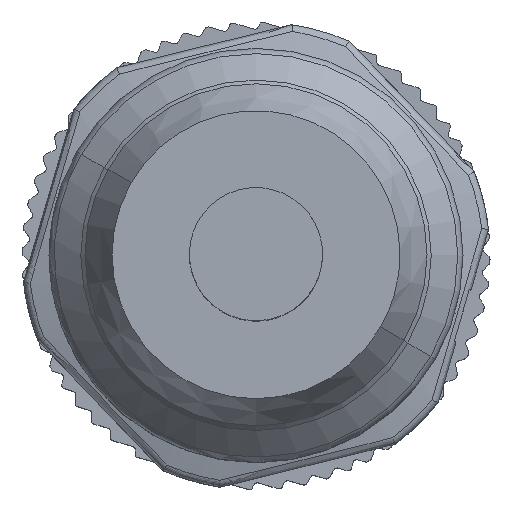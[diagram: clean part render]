
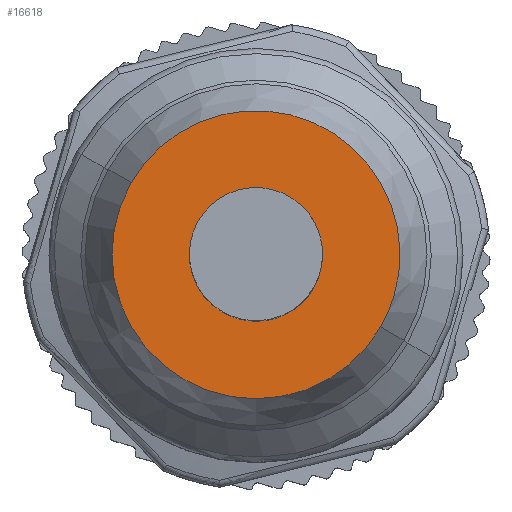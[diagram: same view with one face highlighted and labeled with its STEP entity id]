
A CAD part, top view. The second image highlights one B-rep face of the part: STEP entity #16618.
In plain terms, the highlighted planar face has unit normal (0, 0, 1).
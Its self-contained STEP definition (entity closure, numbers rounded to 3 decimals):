
#16506=AXIS2_PLACEMENT_3D('Circle Axis2P3D',#16504,#16505,$) ;
#16552=AXIS2_PLACEMENT_3D('Plane Axis2P3D',#16549,#16550,#16551) ;
#16501=CARTESIAN_POINT('Vertex',(19.925,8.992,53.3)) ;
#16504=CARTESIAN_POINT('Axis2P3D Location',(12.999,12.996,53.3)) ;
#16508=CARTESIAN_POINT('Vertex',(6.073,17.,53.3)) ;
#16525=CARTESIAN_POINT('Control Point',(6.073,17.,53.3)) ;
#16526=CARTESIAN_POINT('Control Point',(6.702,18.088,53.3)) ;
#16527=CARTESIAN_POINT('Control Point',(7.545,19.052,53.3)) ;
#16528=CARTESIAN_POINT('Control Point',(8.569,19.837,53.3)) ;
#16529=CARTESIAN_POINT('Control Point',(10.869,20.963,53.3)) ;
#16530=CARTESIAN_POINT('Control Point',(13.425,21.135,53.3)) ;
#16531=CARTESIAN_POINT('Control Point',(14.704,20.966,53.3)) ;
#16532=CARTESIAN_POINT('Control Point',(17.127,20.135,53.3)) ;
#16533=CARTESIAN_POINT('Control Point',(19.055,18.45,53.3)) ;
#16534=CARTESIAN_POINT('Control Point',(19.84,17.426,53.3)) ;
#16535=CARTESIAN_POINT('Control Point',(20.966,15.126,53.3)) ;
#16536=CARTESIAN_POINT('Control Point',(21.138,12.57,53.3)) ;
#16537=CARTESIAN_POINT('Control Point',(20.969,11.291,53.3)) ;
#16538=CARTESIAN_POINT('Control Point',(20.554,10.08,53.3)) ;
#16539=CARTESIAN_POINT('Control Point',(19.925,8.992,53.3)) ;
#16549=CARTESIAN_POINT('Axis2P3D Location',(12.999,12.996,53.3)) ;
#16559=CARTESIAN_POINT('Control Point',(9.796,14.848,53.3)) ;
#16560=CARTESIAN_POINT('Control Point',(9.984,15.174,53.3)) ;
#16561=CARTESIAN_POINT('Control Point',(10.215,15.477,53.3)) ;
#16562=CARTESIAN_POINT('Control Point',(10.482,15.748,53.3)) ;
#16563=CARTESIAN_POINT('Control Point',(11.081,16.216,53.3)) ;
#16564=CARTESIAN_POINT('Control Point',(11.778,16.519,53.3)) ;
#16565=CARTESIAN_POINT('Control Point',(12.144,16.626,53.3)) ;
#16566=CARTESIAN_POINT('Control Point',(12.895,16.743,53.3)) ;
#16567=CARTESIAN_POINT('Control Point',(13.651,16.668,53.3)) ;
#16568=CARTESIAN_POINT('Control Point',(14.022,16.582,53.3)) ;
#16569=CARTESIAN_POINT('Control Point',(14.735,16.318,53.3)) ;
#16570=CARTESIAN_POINT('Control Point',(15.358,15.884,53.3)) ;
#16571=CARTESIAN_POINT('Control Point',(15.641,15.628,53.3)) ;
#16572=CARTESIAN_POINT('Control Point',(16.134,15.05,53.3)) ;
#16573=CARTESIAN_POINT('Control Point',(16.467,14.367,53.3)) ;
#16574=CARTESIAN_POINT('Control Point',(16.589,14.005,53.3)) ;
#16575=CARTESIAN_POINT('Control Point',(16.738,13.26,53.3)) ;
#16576=CARTESIAN_POINT('Control Point',(16.695,12.501,53.3)) ;
#16577=CARTESIAN_POINT('Control Point',(16.625,12.127,53.3)) ;
#16578=CARTESIAN_POINT('Control Point',(16.489,11.705,53.3)) ;
#16579=CARTESIAN_POINT('Control Point',(16.294,11.31,53.3)) ;
#16580=CARTESIAN_POINT('Control Point',(16.264,11.254,53.3)) ;
#16581=CARTESIAN_POINT('Control Point',(16.234,11.199,53.3)) ;
#16582=CARTESIAN_POINT('Control Point',(16.202,11.144,53.3)) ;
#16583=CARTESIAN_POINT('Vertex',(9.796,14.848,53.3)) ;
#16585=CARTESIAN_POINT('Vertex',(16.202,11.144,53.3)) ;
#16589=CARTESIAN_POINT('Control Point',(16.202,11.144,53.3)) ;
#16590=CARTESIAN_POINT('Control Point',(16.014,10.818,53.3)) ;
#16591=CARTESIAN_POINT('Control Point',(15.783,10.515,53.3)) ;
#16592=CARTESIAN_POINT('Control Point',(15.516,10.244,53.3)) ;
#16593=CARTESIAN_POINT('Control Point',(14.917,9.776,53.3)) ;
#16594=CARTESIAN_POINT('Control Point',(14.22,9.473,53.3)) ;
#16595=CARTESIAN_POINT('Control Point',(13.854,9.366,53.3)) ;
#16596=CARTESIAN_POINT('Control Point',(13.103,9.249,53.3)) ;
#16597=CARTESIAN_POINT('Control Point',(12.347,9.324,53.3)) ;
#16598=CARTESIAN_POINT('Control Point',(11.976,9.41,53.3)) ;
#16599=CARTESIAN_POINT('Control Point',(11.263,9.674,53.3)) ;
#16600=CARTESIAN_POINT('Control Point',(10.64,10.108,53.3)) ;
#16601=CARTESIAN_POINT('Control Point',(10.357,10.364,53.3)) ;
#16602=CARTESIAN_POINT('Control Point',(9.864,10.942,53.3)) ;
#16603=CARTESIAN_POINT('Control Point',(9.531,11.625,53.3)) ;
#16604=CARTESIAN_POINT('Control Point',(9.409,11.987,53.3)) ;
#16605=CARTESIAN_POINT('Control Point',(9.26,12.732,53.3)) ;
#16606=CARTESIAN_POINT('Control Point',(9.303,13.491,53.3)) ;
#16607=CARTESIAN_POINT('Control Point',(9.373,13.865,53.3)) ;
#16608=CARTESIAN_POINT('Control Point',(9.509,14.287,53.3)) ;
#16609=CARTESIAN_POINT('Control Point',(9.704,14.682,53.3)) ;
#16610=CARTESIAN_POINT('Control Point',(9.734,14.738,53.3)) ;
#16611=CARTESIAN_POINT('Control Point',(9.764,14.793,53.3)) ;
#16612=CARTESIAN_POINT('Control Point',(9.796,14.848,53.3)) ;
#16505=DIRECTION('Axis2P3D Direction',(0.,0.,-1.)) ;
#16550=DIRECTION('Axis2P3D Direction',(0.,0.,1.)) ;
#16551=DIRECTION('Axis2P3D XDirection',(-0.866,0.501,0.)) ;
#16555=ORIENTED_EDGE('',*,*,#16510,.T.) ;
#16556=ORIENTED_EDGE('',*,*,#16540,.T.) ;
#16615=ORIENTED_EDGE('',*,*,#16587,.T.) ;
#16616=ORIENTED_EDGE('',*,*,#16613,.T.) ;
#16617=FACE_BOUND('',#16614,.T.) ;
#16618=ADVANCED_FACE('Hauptk\X2\00F6\X0\rper',(#16557,#16617),#16553,.T.) ;
#16524=B_SPLINE_CURVE_WITH_KNOTS('',5,(#16525,#16526,#16527,#16528,#16529,#16530,#16531,#16532,#16533,#16534,#16535,#16536,#16537,#16538,#16539),.UNSPECIFIED.,.F.,.U.,(6,3,3,3,6),(-157.08,-78.54,0.,78.54,157.08),.UNSPECIFIED.) ;
#16558=B_SPLINE_CURVE_WITH_KNOTS('',5,(#16559,#16560,#16561,#16562,#16563,#16564,#16565,#16566,#16567,#16568,#16569,#16570,#16571,#16572,#16573,#16574,#16575,#16576,#16577,#16578,#16579,#16580,#16581,#16582),.UNSPECIFIED.,.F.,.U.,(6,3,3,3,3,3,3,6),(0.,2.672,5.345,8.017,10.689,13.361,16.034,16.482),.UNSPECIFIED.) ;
#16588=B_SPLINE_CURVE_WITH_KNOTS('',5,(#16589,#16590,#16591,#16592,#16593,#16594,#16595,#16596,#16597,#16598,#16599,#16600,#16601,#16602,#16603,#16604,#16605,#16606,#16607,#16608,#16609,#16610,#16611,#16612),.UNSPECIFIED.,.F.,.U.,(6,3,3,3,3,3,3,6),(0.,2.672,5.345,8.017,10.689,13.361,16.034,16.482),.UNSPECIFIED.) ;
#16507=CIRCLE('generated circle',#16506,8.) ;
#16510=EDGE_CURVE('',#16509,#16502,#16507,.F.) ;
#16540=EDGE_CURVE('',#16502,#16509,#16524,.F.) ;
#16587=EDGE_CURVE('',#16584,#16586,#16558,.T.) ;
#16613=EDGE_CURVE('',#16586,#16584,#16588,.T.) ;
#16554=EDGE_LOOP('',(#16555,#16556)) ;
#16614=EDGE_LOOP('',(#16615,#16616)) ;
#16557=FACE_OUTER_BOUND('',#16554,.T.) ;
#16553=PLANE('',#16552) ;
#16502=VERTEX_POINT('',#16501) ;
#16509=VERTEX_POINT('',#16508) ;
#16584=VERTEX_POINT('',#16583) ;
#16586=VERTEX_POINT('',#16585) ;
